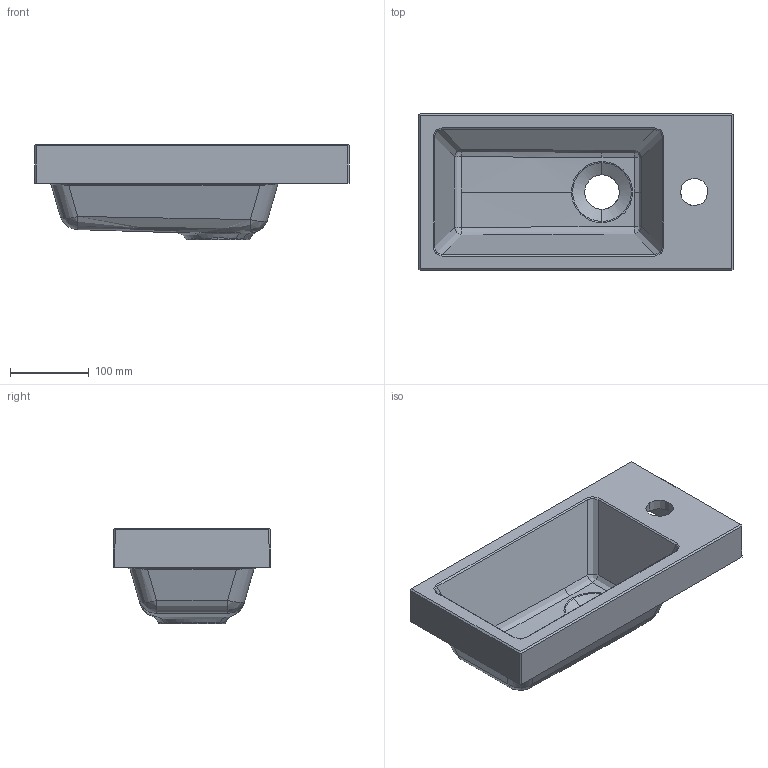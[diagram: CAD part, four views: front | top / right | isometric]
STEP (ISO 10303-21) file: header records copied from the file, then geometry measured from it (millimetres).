
FILE_DESCRIPTION(/* description */ (''),/* implementation_level */ '2;1');
FILE_NAME(/* name */ 'MINI 40x20',/* time_stamp */ '2023-03-23T11:51:28+01:00',/* author */ (''),/* organization */ (''),/* preprocessor_version */ 'ST-DEVELOPER v16.5',/* originating_system */ 'Rhino 7.28',/* authorisation */ '');
FILE_SCHEMA (('CONFIG_CONTROL_DESIGN'));
Length unit declared in the file: millimetre
Products named in the file (1): Document
Bounding box: 400 x 200 x 121.81 mm (x, y, z)
Surface area: 320194.3 mm2 (no closed solid volume)
Topology: 0 solids, 1 shells, 126 faces, 298 edges, 164 vertices
Faces by surface type: bspline 70, cylinder 35, plane 21
Entity records: 6348 total; most frequent: CARTESIAN_POINT 4568, ORIENTED_EDGE 572, EDGE_CURVE 289, VERTEX_POINT 164, EDGE_LOOP 131, ADVANCED_FACE 126, FACE_OUTER_BOUND 126, B_SPLINE_CURVE_WITH_KNOTS 105
